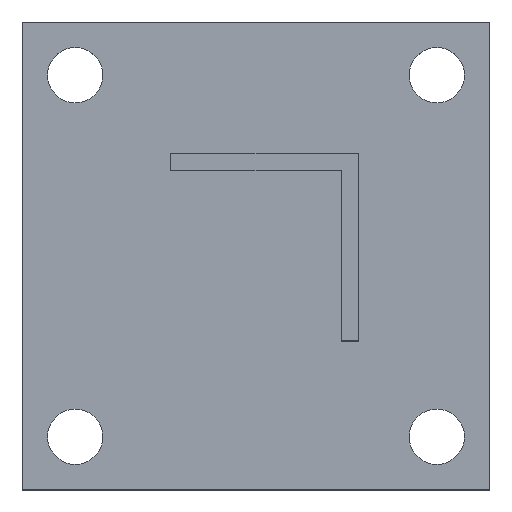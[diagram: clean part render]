
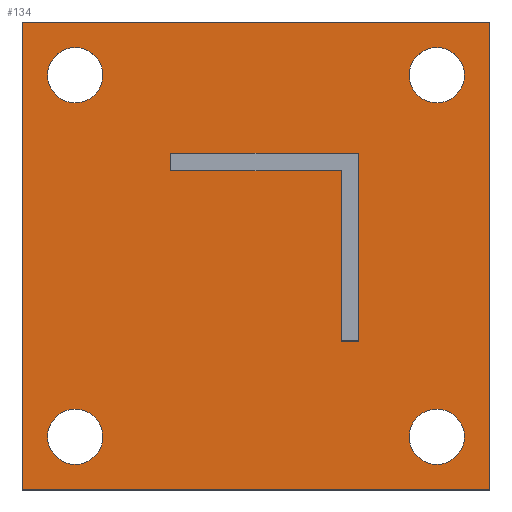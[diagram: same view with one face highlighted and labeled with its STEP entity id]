
A CAD part, top view. The second image highlights one B-rep face of the part: STEP entity #134.
In plain terms, the highlighted planar face has unit normal (0, 0, 1).
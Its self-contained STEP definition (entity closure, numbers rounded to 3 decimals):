
#134=ADVANCED_FACE('',(#274,#275,#276,#277,#278,#279),#280,.T.);
#274=FACE_BOUND('',#410,.T.);
#275=FACE_BOUND('',#411,.T.);
#276=FACE_BOUND('',#412,.T.);
#277=FACE_BOUND('',#413,.T.);
#278=FACE_BOUND('',#414,.T.);
#279=FACE_OUTER_BOUND('',#415,.T.);
#280=PLANE('',#416);
#410=EDGE_LOOP('',(#750,#751,#752,#753,#754,#755));
#411=EDGE_LOOP('',(#756,#757));
#412=EDGE_LOOP('',(#758,#759));
#413=EDGE_LOOP('',(#760,#761));
#414=EDGE_LOOP('',(#762,#763));
#415=EDGE_LOOP('',(#764,#765,#766,#767));
#416=AXIS2_PLACEMENT_3D('',#768,#769,#770);
#750=ORIENTED_EDGE('',*,*,#875,.T.);
#751=ORIENTED_EDGE('',*,*,#878,.T.);
#752=ORIENTED_EDGE('',*,*,#880,.T.);
#753=ORIENTED_EDGE('',*,*,#834,.T.);
#754=ORIENTED_EDGE('',*,*,#826,.T.);
#755=ORIENTED_EDGE('',*,*,#831,.T.);
#756=ORIENTED_EDGE('',*,*,#883,.T.);
#757=ORIENTED_EDGE('',*,*,#789,.T.);
#758=ORIENTED_EDGE('',*,*,#886,.T.);
#759=ORIENTED_EDGE('',*,*,#784,.T.);
#760=ORIENTED_EDGE('',*,*,#889,.T.);
#761=ORIENTED_EDGE('',*,*,#779,.T.);
#762=ORIENTED_EDGE('',*,*,#892,.T.);
#763=ORIENTED_EDGE('',*,*,#774,.T.);
#764=ORIENTED_EDGE('',*,*,#894,.F.);
#765=ORIENTED_EDGE('',*,*,#907,.F.);
#766=ORIENTED_EDGE('',*,*,#903,.F.);
#767=ORIENTED_EDGE('',*,*,#899,.F.);
#768=CARTESIAN_POINT('',(0.0,0.0,4.0));
#769=DIRECTION('',(0.0,0.0,1.0));
#770=DIRECTION('',(1.0,0.0,0.0));
#774=EDGE_CURVE('',#916,#913,#917,.T.);
#779=EDGE_CURVE('',#925,#922,#926,.T.);
#784=EDGE_CURVE('',#934,#931,#935,.T.);
#789=EDGE_CURVE('',#943,#940,#944,.T.);
#826=EDGE_CURVE('',#1000,#998,#1001,.T.);
#831=EDGE_CURVE('',#998,#1007,#1009,.T.);
#834=EDGE_CURVE('',#1012,#1000,#1013,.T.);
#875=EDGE_CURVE('',#1007,#1072,#1074,.T.);
#878=EDGE_CURVE('',#1072,#1076,#1078,.T.);
#880=EDGE_CURVE('',#1076,#1012,#1080,.T.);
#883=EDGE_CURVE('',#940,#943,#1083,.T.);
#886=EDGE_CURVE('',#931,#934,#1086,.T.);
#889=EDGE_CURVE('',#922,#925,#1089,.T.);
#892=EDGE_CURVE('',#913,#916,#1092,.T.);
#894=EDGE_CURVE('',#1094,#1095,#1096,.T.);
#899=EDGE_CURVE('',#1095,#1103,#1104,.T.);
#903=EDGE_CURVE('',#1103,#1109,#1110,.T.);
#907=EDGE_CURVE('',#1109,#1094,#1115,.T.);
#913=VERTEX_POINT('',#1121);
#916=VERTEX_POINT('',#1125);
#917=CIRCLE('',#1126,6.5);
#922=VERTEX_POINT('',#1132);
#925=VERTEX_POINT('',#1136);
#926=CIRCLE('',#1137,6.5);
#931=VERTEX_POINT('',#1143);
#934=VERTEX_POINT('',#1147);
#935=CIRCLE('',#1148,6.5);
#940=VERTEX_POINT('',#1154);
#943=VERTEX_POINT('',#1158);
#944=CIRCLE('',#1159,6.5);
#998=VERTEX_POINT('',#1238);
#1000=VERTEX_POINT('',#1241);
#1001=LINE('',#1242,#1243);
#1007=VERTEX_POINT('',#1251);
#1009=LINE('',#1254,#1255);
#1012=VERTEX_POINT('',#1259);
#1013=LINE('',#1260,#1261);
#1072=VERTEX_POINT('',#1349);
#1074=LINE('',#1352,#1353);
#1076=VERTEX_POINT('',#1355);
#1078=LINE('',#1358,#1359);
#1080=LINE('',#1361,#1362);
#1083=CIRCLE('',#1365,6.5);
#1086=CIRCLE('',#1368,6.5);
#1089=CIRCLE('',#1371,6.5);
#1092=CIRCLE('',#1374,6.5);
#1094=VERTEX_POINT('',#1376);
#1095=VERTEX_POINT('',#1377);
#1096=LINE('',#1378,#1379);
#1103=VERTEX_POINT('',#1389);
#1104=LINE('',#1390,#1391);
#1109=VERTEX_POINT('',#1398);
#1110=LINE('',#1399,#1400);
#1115=LINE('',#1407,#1408);
#1121=CARTESIAN_POINT('',(-36.0,42.5,4.0));
#1125=CARTESIAN_POINT('',(-49.0,42.5,4.0));
#1126=AXIS2_PLACEMENT_3D('',#1415,#1416,#1417);
#1132=CARTESIAN_POINT('',(-36.0,-42.5,4.0));
#1136=CARTESIAN_POINT('',(-49.0,-42.5,4.0));
#1137=AXIS2_PLACEMENT_3D('',#1423,#1424,#1425);
#1143=CARTESIAN_POINT('',(49.0,42.5,4.0));
#1147=CARTESIAN_POINT('',(36.0,42.5,4.0));
#1148=AXIS2_PLACEMENT_3D('',#1431,#1432,#1433);
#1154=CARTESIAN_POINT('',(49.0,-42.5,4.0));
#1158=CARTESIAN_POINT('',(36.0,-42.5,4.0));
#1159=AXIS2_PLACEMENT_3D('',#1439,#1440,#1441);
#1238=CARTESIAN_POINT('',(-20.0,20.0,4.0));
#1241=CARTESIAN_POINT('',(20.0,20.0,4.0));
#1242=CARTESIAN_POINT('',(0.0,20.0,4.0));
#1243=VECTOR('',#1471,1.0);
#1251=CARTESIAN_POINT('',(-20.0,24.0,4.0));
#1254=CARTESIAN_POINT('',(-20.0,11.0,4.0));
#1255=VECTOR('',#1475,1.0);
#1259=CARTESIAN_POINT('',(20.0,-20.0,4.0));
#1260=CARTESIAN_POINT('',(20.0,1.0,4.0));
#1261=VECTOR('',#1477,1.0);
#1349=CARTESIAN_POINT('',(24.0,24.0,4.0));
#1352=CARTESIAN_POINT('',(0.0,24.0,4.0));
#1353=VECTOR('',#1508,1.0);
#1355=CARTESIAN_POINT('',(24.0,-20.0,4.0));
#1358=CARTESIAN_POINT('',(24.0,1.0,4.0));
#1359=VECTOR('',#1510,1.0);
#1361=CARTESIAN_POINT('',(11.0,-20.0,4.0));
#1362=VECTOR('',#1511,1.0);
#1365=AXIS2_PLACEMENT_3D('',#1515,#1516,#1517);
#1368=AXIS2_PLACEMENT_3D('',#1521,#1522,#1523);
#1371=AXIS2_PLACEMENT_3D('',#1527,#1528,#1529);
#1374=AXIS2_PLACEMENT_3D('',#1533,#1534,#1535);
#1376=CARTESIAN_POINT('',(55.0,55.0,4.0));
#1377=CARTESIAN_POINT('',(55.0,-55.0,4.0));
#1378=CARTESIAN_POINT('',(55.0,0.0,4.0));
#1379=VECTOR('',#1536,1.0);
#1389=CARTESIAN_POINT('',(-55.0,-55.0,4.0));
#1390=CARTESIAN_POINT('',(-55.0,-55.0,4.0));
#1391=VECTOR('',#1540,1.0);
#1398=CARTESIAN_POINT('',(-55.0,55.0,4.0));
#1399=CARTESIAN_POINT('',(-55.0,55.0,4.0));
#1400=VECTOR('',#1543,1.0);
#1407=CARTESIAN_POINT('',(55.0,55.0,4.0));
#1408=VECTOR('',#1546,1.0);
#1415=CARTESIAN_POINT('',(-42.5,42.5,4.0));
#1416=DIRECTION('',(0.0,0.0,-1.0));
#1417=DIRECTION('',(1.0,0.0,0.0));
#1423=CARTESIAN_POINT('',(-42.5,-42.5,4.0));
#1424=DIRECTION('',(0.0,0.0,-1.0));
#1425=DIRECTION('',(1.0,0.0,0.0));
#1431=CARTESIAN_POINT('',(42.5,42.5,4.0));
#1432=DIRECTION('',(0.0,0.0,-1.0));
#1433=DIRECTION('',(1.0,0.0,0.0));
#1439=CARTESIAN_POINT('',(42.5,-42.5,4.0));
#1440=DIRECTION('',(0.0,0.0,-1.0));
#1441=DIRECTION('',(1.0,0.0,0.0));
#1471=DIRECTION('',(-1.0,0.0,0.0));
#1475=DIRECTION('',(0.0,1.0,0.0));
#1477=DIRECTION('',(0.0,1.0,0.0));
#1508=DIRECTION('',(1.0,0.0,-0.0));
#1510=DIRECTION('',(0.0,-1.0,0.0));
#1511=DIRECTION('',(-1.0,0.0,0.0));
#1515=CARTESIAN_POINT('',(42.5,-42.5,4.0));
#1516=DIRECTION('',(0.0,0.0,-1.0));
#1517=DIRECTION('',(1.0,0.0,0.0));
#1521=CARTESIAN_POINT('',(42.5,42.5,4.0));
#1522=DIRECTION('',(0.0,0.0,-1.0));
#1523=DIRECTION('',(1.0,0.0,0.0));
#1527=CARTESIAN_POINT('',(-42.5,-42.5,4.0));
#1528=DIRECTION('',(0.0,0.0,-1.0));
#1529=DIRECTION('',(1.0,0.0,0.0));
#1533=CARTESIAN_POINT('',(-42.5,42.5,4.0));
#1534=DIRECTION('',(0.0,0.0,-1.0));
#1535=DIRECTION('',(1.0,0.0,0.0));
#1536=DIRECTION('',(-0.0,-1.0,-0.0));
#1540=DIRECTION('',(-1.0,-0.0,-0.0));
#1543=DIRECTION('',(0.0,1.0,0.0));
#1546=DIRECTION('',(1.0,0.0,0.0));
